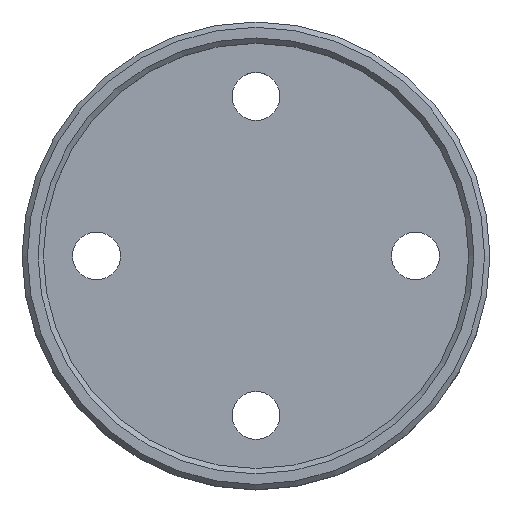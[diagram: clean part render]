
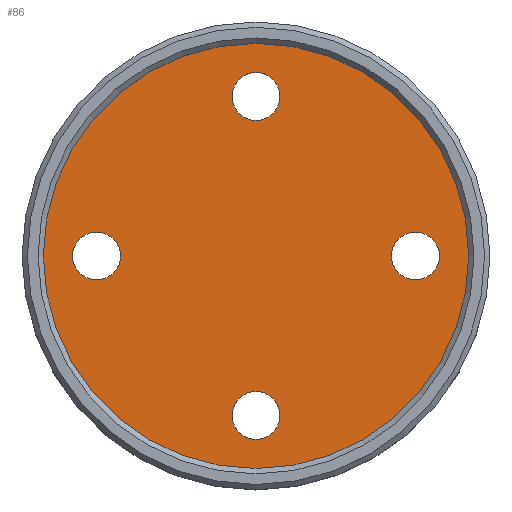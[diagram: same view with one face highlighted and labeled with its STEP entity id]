
A CAD part, top view. The second image highlights one B-rep face of the part: STEP entity #86.
In plain terms, the highlighted planar face has unit normal (0, 0, 1).
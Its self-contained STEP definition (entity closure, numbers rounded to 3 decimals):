
#86 = ADVANCED_FACE( '', ( #134, #135, #136, #137, #138 ), #139, .F. );
#134 = FACE_OUTER_BOUND( '', #218, .T. );
#135 = FACE_BOUND( '', #219, .T. );
#136 = FACE_BOUND( '', #220, .T. );
#137 = FACE_BOUND( '', #221, .T. );
#138 = FACE_BOUND( '', #222, .T. );
#139 = PLANE( '', #223 );
#218 = EDGE_LOOP( '', ( #324 ) );
#219 = EDGE_LOOP( '', ( #325 ) );
#220 = EDGE_LOOP( '', ( #326 ) );
#221 = EDGE_LOOP( '', ( #327 ) );
#222 = EDGE_LOOP( '', ( #328 ) );
#223 = AXIS2_PLACEMENT_3D( '', #329, #330, #331 );
#324 = ORIENTED_EDGE( '', *, *, #422, .T. );
#325 = ORIENTED_EDGE( '', *, *, #423, .T. );
#326 = ORIENTED_EDGE( '', *, *, #415, .T. );
#327 = ORIENTED_EDGE( '', *, *, #417, .T. );
#328 = ORIENTED_EDGE( '', *, *, #424, .T. );
#329 = CARTESIAN_POINT( '', ( 0., 0., -3. ) );
#330 = DIRECTION( '', ( 0., 0., -1. ) );
#331 = DIRECTION( '', ( 0., -1., 0. ) );
#415 = EDGE_CURVE( '', #453, #453, #454, .T. );
#417 = EDGE_CURVE( '', #457, #457, #458, .T. );
#422 = EDGE_CURVE( '', #467, #467, #468, .T. );
#423 = EDGE_CURVE( '', #469, #469, #470, .T. );
#424 = EDGE_CURVE( '', #471, #471, #472, .T. );
#453 = VERTEX_POINT( '', #511 );
#454 = CIRCLE( '', #512, 2.25 );
#457 = VERTEX_POINT( '', #515 );
#458 = CIRCLE( '', #516, 2.25 );
#467 = VERTEX_POINT( '', #525 );
#468 = CIRCLE( '', #526, 20. );
#469 = VERTEX_POINT( '', #527 );
#470 = CIRCLE( '', #528, 2.25 );
#471 = VERTEX_POINT( '', #529 );
#472 = CIRCLE( '', #530, 2.25 );
#511 = CARTESIAN_POINT( '', ( -2.25, -15., -3. ) );
#512 = AXIS2_PLACEMENT_3D( '', #578, #579, #580 );
#515 = CARTESIAN_POINT( '', ( -17.25, 0., -3. ) );
#516 = AXIS2_PLACEMENT_3D( '', #584, #585, #586 );
#525 = CARTESIAN_POINT( '', ( 20., 0., -3. ) );
#526 = AXIS2_PLACEMENT_3D( '', #599, #600, #601 );
#527 = CARTESIAN_POINT( '', ( -2.25, 15., -3. ) );
#528 = AXIS2_PLACEMENT_3D( '', #602, #603, #604 );
#529 = CARTESIAN_POINT( '', ( 12.75, 0., -3. ) );
#530 = AXIS2_PLACEMENT_3D( '', #605, #606, #607 );
#578 = CARTESIAN_POINT( '', ( 0., -15., -3. ) );
#579 = DIRECTION( '', ( 0., 0., -1. ) );
#580 = DIRECTION( '', ( -1., 0., 0. ) );
#584 = CARTESIAN_POINT( '', ( -15., 0., -3. ) );
#585 = DIRECTION( '', ( 0., 0., -1. ) );
#586 = DIRECTION( '', ( -1., 0., 0. ) );
#599 = CARTESIAN_POINT( '', ( 0., 0., -3. ) );
#600 = DIRECTION( '', ( 0., 0., 1. ) );
#601 = DIRECTION( '', ( 1., 0., 0. ) );
#602 = CARTESIAN_POINT( '', ( 0., 15., -3. ) );
#603 = DIRECTION( '', ( 0., 0., -1. ) );
#604 = DIRECTION( '', ( -1., 0., 0. ) );
#605 = CARTESIAN_POINT( '', ( 15., 0., -3. ) );
#606 = DIRECTION( '', ( 0., 0., -1. ) );
#607 = DIRECTION( '', ( -1., 0., 0. ) );
